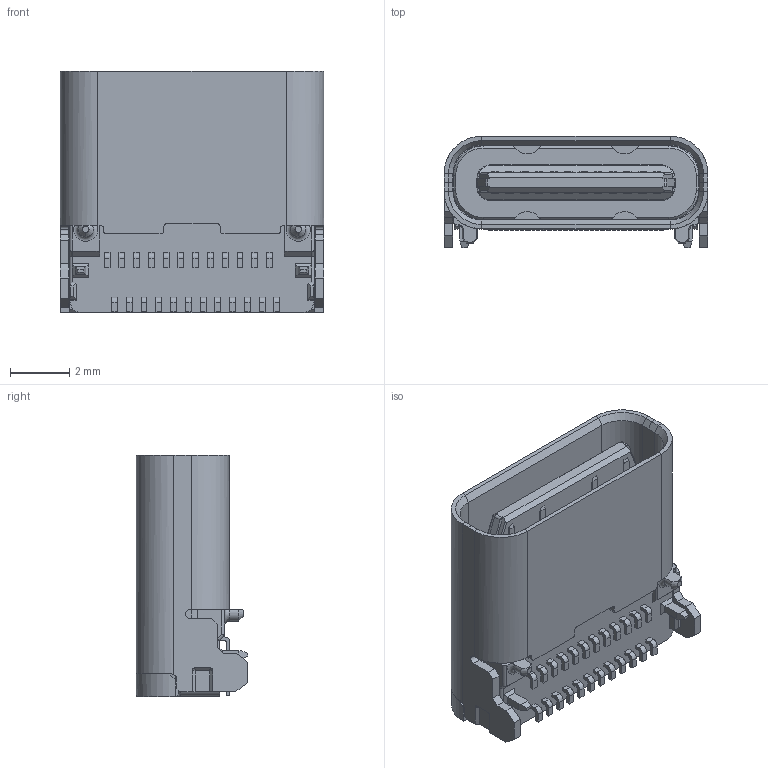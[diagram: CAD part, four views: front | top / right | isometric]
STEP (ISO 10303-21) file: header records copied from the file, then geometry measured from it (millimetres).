
FILE_DESCRIPTION (( 'STEP AP203' ), '1' );
FILE_NAME ('K3D-DX07S024JJ1-V4_JAE_Proprietary.STEP', '2018-10-18T09:18:57', ( '' ), ( '' ), 'SwSTEP 2.0', 'SolidWorks 2017', '' );
FILE_SCHEMA (( 'CONFIG_CONTROL_DESIGN' ));
Length unit declared in the file: millimetre
Products named in the file (1): K3D-DX07S024JJ1-V4_JAE_Proprietary
Bounding box: 8.94 x 3.77 x 8.17 mm (x, y, z)
Volume: 137.6 mm3; surface area: 433 mm2
Topology: 1 solids, 1 shells, 830 faces, 2286 edges, 1476 vertices
Faces by surface type: plane 604, cylinder 180, cone 26, bspline 10, torus 6, sphere 4
Entity records: 26617 total; most frequent: CARTESIAN_POINT 5487, ORIENTED_EDGE 4556, DIRECTION 4150, EDGE_CURVE 2278, VECTOR 1816, LINE 1816, VERTEX_POINT 1476, AXIS2_PLACEMENT_3D 1167
